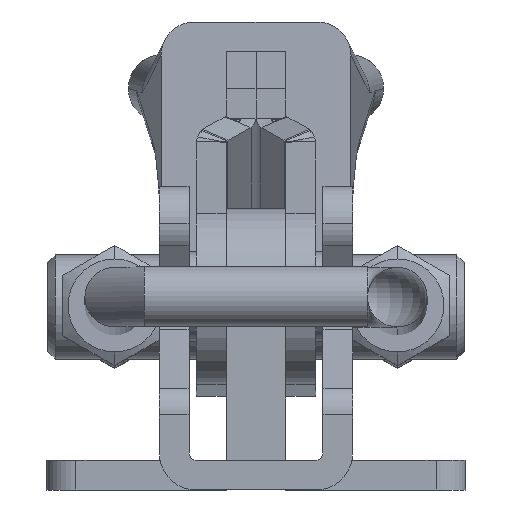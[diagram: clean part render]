
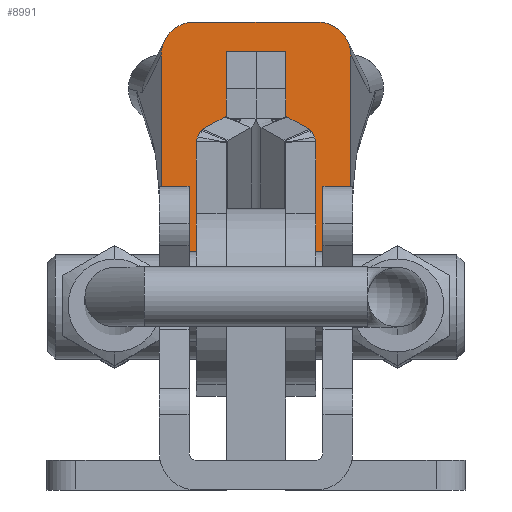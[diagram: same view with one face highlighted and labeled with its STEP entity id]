
A CAD part, left-side view. The second image highlights one B-rep face of the part: STEP entity #8991.
In plain terms, the highlighted face is planar.
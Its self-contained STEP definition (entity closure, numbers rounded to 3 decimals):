
#248 = DIRECTION ( 'NONE',  ( 0., 0., -1. ) ) ;
#251 = DIRECTION ( 'NONE',  ( 1., 0., 0. ) ) ;
#253 = PLANE ( 'NONE',  #14586 ) ;
#256 = CARTESIAN_POINT ( 'NONE',  ( 0., 0., 8.6 ) ) ;
#924 = CARTESIAN_POINT ( 'NONE',  ( 0., 14.092, -2. ) ) ;
#1087 = CARTESIAN_POINT ( 'NONE',  ( 0., 2., -2. ) ) ;
#1621 = CARTESIAN_POINT ( 'NONE',  ( 0., 13.817, 6.386 ) ) ;
#1931 = ORIENTED_EDGE ( 'NONE', *, *, #22337, .F. ) ;
#1960 = CARTESIAN_POINT ( 'NONE',  ( 0., 16.092, -5.451 ) ) ;
#1961 = CARTESIAN_POINT ( 'NONE',  ( 0., 16.092, -4.122 ) ) ;
#1977 = CARTESIAN_POINT ( 'NONE',  ( 0., 15.147, -6.391 ) ) ;
#1978 = CARTESIAN_POINT ( 'NONE',  ( 0., 13.817, -6.386 ) ) ;
#2020 = CARTESIAN_POINT ( 'NONE',  ( 0., 14.092, 2. ) ) ;
#2021 = DIRECTION ( 'NONE',  ( 0., 1., 0. ) ) ;
#2090 = CARTESIAN_POINT ( 'NONE',  ( 0., 14.092, -2. ) ) ;
#2097 = DIRECTION ( 'NONE',  ( 0., 0., -1. ) ) ;
#3488 = VERTEX_POINT ( 'NONE', #19760 ) ;
#4505 = ORIENTED_EDGE ( 'NONE', *, *, #22521, .T. ) ;
#6506 = VERTEX_POINT ( 'NONE', #20485 ) ;
#6536 = VERTEX_POINT ( 'NONE', #20436 ) ;
#6544 = VERTEX_POINT ( 'NONE', #20427 ) ;
#6588 = VERTEX_POINT ( 'NONE', #20375 ) ;
#6623 = VERTEX_POINT ( 'NONE', #20338 ) ;
#6736 = VERTEX_POINT ( 'NONE', #20185 ) ;
#6776 = VERTEX_POINT ( 'NONE', #20123 ) ;
#6795 = VERTEX_POINT ( 'NONE', #20076 ) ;
#7114 = VERTEX_POINT ( 'NONE', #1621 ) ;
#7115 = VERTEX_POINT ( 'NONE', #924 ) ;
#7116 = VERTEX_POINT ( 'NONE', #1087 ) ;
#7159 = EDGE_LOOP ( 'NONE', ( #15388, #10885, #11234, #11247 ) ) ;
#7449 = EDGE_LOOP ( 'NONE', ( #1931, #13582, #11261, #15580, #16310, #4505, #11387, #15518 ) ) ;
#8991 = ADVANCED_FACE ( 'NONE', ( #10298, #10303 ), #253, .F. ) ;
#10298 = FACE_BOUND ( 'NONE', #7159, .T. ) ;
#10303 = FACE_OUTER_BOUND ( 'NONE', #7449, .T. ) ;
#10885 = ORIENTED_EDGE ( 'NONE', *, *, #22529, .F. ) ;
#11234 = ORIENTED_EDGE ( 'NONE', *, *, #22439, .F. ) ;
#11247 = ORIENTED_EDGE ( 'NONE', *, *, #22424, .F. ) ;
#11261 = ORIENTED_EDGE ( 'NONE', *, *, #22420, .F. ) ;
#11387 = ORIENTED_EDGE ( 'NONE', *, *, #22327, .F. ) ;
#13582 = ORIENTED_EDGE ( 'NONE', *, *, #22416, .T. ) ;
#14586 = AXIS2_PLACEMENT_3D ( 'NONE', #256, #251, #248 ) ;
#15388 = ORIENTED_EDGE ( 'NONE', *, *, #22554, .F. ) ;
#15518 = ORIENTED_EDGE ( 'NONE', *, *, #22336, .T. ) ;
#15580 = ORIENTED_EDGE ( 'NONE', *, *, #22368, .T. ) ;
#16310 = ORIENTED_EDGE ( 'NONE', *, *, #22379, .T. ) ;
#17879 =( BOUNDED_CURVE ( )  B_SPLINE_CURVE ( 3, ( #21594, #21604, #21615, #21616 ),
 .UNSPECIFIED., .F., .F. ) 
 B_SPLINE_CURVE_WITH_KNOTS ( ( 4, 4 ),
 ( 1.502, 1.666 ),
 .UNSPECIFIED. ) 
 CURVE ( )  GEOMETRIC_REPRESENTATION_ITEM ( )  RATIONAL_B_SPLINE_CURVE ( ( 1., 0.998, 0.998, 1. ) ) 
 REPRESENTATION_ITEM ( '' )  );
#17951 =( BOUNDED_CURVE ( )  B_SPLINE_CURVE ( 3, ( #21841, #21834, #21843, #21844 ),
 .UNSPECIFIED., .F., .T. ) 
 B_SPLINE_CURVE_WITH_KNOTS ( ( 4, 4 ),
 ( 1.475, 1.639 ),
 .UNSPECIFIED. ) 
 CURVE ( )  GEOMETRIC_REPRESENTATION_ITEM ( )  RATIONAL_B_SPLINE_CURVE ( ( 1., 0.998, 0.998, 1. ) ) 
 REPRESENTATION_ITEM ( '' )  );
#17985 =( BOUNDED_CURVE ( )  B_SPLINE_CURVE ( 3, ( #21718, #21714, #21719, #21720 ),
 .UNSPECIFIED., .F., .F. ) 
 B_SPLINE_CURVE_WITH_KNOTS ( ( 4, 4 ),
 ( 0.849, 2.429 ),
 .UNSPECIFIED. ) 
 CURVE ( )  GEOMETRIC_REPRESENTATION_ITEM ( )  RATIONAL_B_SPLINE_CURVE ( ( 1., 0.803, 0.803, 1. ) ) 
 REPRESENTATION_ITEM ( '' )  );
#18015 =( BOUNDED_CURVE ( )  B_SPLINE_CURVE ( 3, ( #1961, #1960, #1977, #1978 ),
 .UNSPECIFIED., .F., .T. ) 
 B_SPLINE_CURVE_WITH_KNOTS ( ( 4, 4 ),
 ( 0.713, 2.292 ),
 .UNSPECIFIED. ) 
 CURVE ( )  GEOMETRIC_REPRESENTATION_ITEM ( )  RATIONAL_B_SPLINE_CURVE ( ( 1., 0.803, 0.803, 1. ) ) 
 REPRESENTATION_ITEM ( '' )  );
#19760 = CARTESIAN_POINT ( 'NONE',  ( 0., 2., 2. ) ) ;
#20076 = CARTESIAN_POINT ( 'NONE',  ( 0., 16.092, -4.122 ) ) ;
#20123 = CARTESIAN_POINT ( 'NONE',  ( 0., 14.092, 2. ) ) ;
#20185 = CARTESIAN_POINT ( 'NONE',  ( 0., 0.81, -6.33 ) ) ;
#20338 = CARTESIAN_POINT ( 'NONE',  ( 0., 0., 6.297 ) ) ;
#20375 = CARTESIAN_POINT ( 'NONE',  ( 0., 13.817, -6.386 ) ) ;
#20427 = CARTESIAN_POINT ( 'NONE',  ( 0., 0.81, 6.33 ) ) ;
#20436 = CARTESIAN_POINT ( 'NONE',  ( 0., 0., -6.297 ) ) ;
#20485 = CARTESIAN_POINT ( 'NONE',  ( 0., 16.092, 4.122 ) ) ;
#21580 = CARTESIAN_POINT ( 'NONE',  ( 0., -0.064, -6.326 ) ) ;
#21585 = DIRECTION ( 'NONE',  ( 0., 1., -0.004 ) ) ;
#21594 = CARTESIAN_POINT ( 'NONE',  ( 0., 0.81, -6.33 ) ) ;
#21604 = CARTESIAN_POINT ( 'NONE',  ( 0., 0.54, -6.329 ) ) ;
#21614 = CARTESIAN_POINT ( 'NONE',  ( 0., 0., 8.6 ) ) ;
#21615 = CARTESIAN_POINT ( 'NONE',  ( 0., 0.269, -6.318 ) ) ;
#21616 = CARTESIAN_POINT ( 'NONE',  ( 0., 0., -6.297 ) ) ;
#21617 = DIRECTION ( 'NONE',  ( 0., 0., -1. ) ) ;
#21714 = CARTESIAN_POINT ( 'NONE',  ( 0., 15.147, 6.391 ) ) ;
#21718 = CARTESIAN_POINT ( 'NONE',  ( 0., 13.817, 6.386 ) ) ;
#21719 = CARTESIAN_POINT ( 'NONE',  ( 0., 16.092, 5.451 ) ) ;
#21720 = CARTESIAN_POINT ( 'NONE',  ( 0., 16.092, 4.122 ) ) ;
#21732 = CARTESIAN_POINT ( 'NONE',  ( 0., 16.092, 8.6 ) ) ;
#21733 = DIRECTION ( 'NONE',  ( 0., 0., -1. ) ) ;
#21834 = CARTESIAN_POINT ( 'NONE',  ( 0., 0.269, 6.318 ) ) ;
#21841 = CARTESIAN_POINT ( 'NONE',  ( 0., 0., 6.297 ) ) ;
#21843 = CARTESIAN_POINT ( 'NONE',  ( 0., 0.54, 6.329 ) ) ;
#21844 = CARTESIAN_POINT ( 'NONE',  ( 0., 0.81, 6.33 ) ) ;
#21848 = DIRECTION ( 'NONE',  ( 0., -1., -0.004 ) ) ;
#21850 = CARTESIAN_POINT ( 'NONE',  ( 0., 0.01, 6.327 ) ) ;
#21857 = CARTESIAN_POINT ( 'NONE',  ( 0., 14.092, -2. ) ) ;
#21858 = DIRECTION ( 'NONE',  ( 0., -1., 0. ) ) ;
#21894 = CARTESIAN_POINT ( 'NONE',  ( 0., 2., -2. ) ) ;
#21903 = DIRECTION ( 'NONE',  ( 0., 0., 1. ) ) ;
#22327 = EDGE_CURVE ( 'NONE', #6736, #6588, #24308, .T. ) ;
#22336 = EDGE_CURVE ( 'NONE', #6736, #6536, #17879, .T. ) ;
#22337 = EDGE_CURVE ( 'NONE', #6623, #6536, #24325, .T. ) ;
#22368 = EDGE_CURVE ( 'NONE', #7114, #6506, #17985, .T. ) ;
#22379 = EDGE_CURVE ( 'NONE', #6506, #6795, #24384, .T. ) ;
#22416 = EDGE_CURVE ( 'NONE', #6623, #6544, #17951, .T. ) ;
#22420 = EDGE_CURVE ( 'NONE', #7114, #6544, #24422, .T. ) ;
#22424 = EDGE_CURVE ( 'NONE', #7115, #7116, #24429, .T. ) ;
#22439 = EDGE_CURVE ( 'NONE', #7116, #3488, #24447, .T. ) ;
#22521 = EDGE_CURVE ( 'NONE', #6795, #6588, #18015, .T. ) ;
#22529 = EDGE_CURVE ( 'NONE', #3488, #6776, #24541, .T. ) ;
#22554 = EDGE_CURVE ( 'NONE', #6776, #7115, #24572, .T. ) ;
#24308 = LINE ( 'NONE', #21580, #24316 ) ;
#24316 = VECTOR ( 'NONE', #21585, 1000. ) ;
#24325 = LINE ( 'NONE', #21614, #24330 ) ;
#24330 = VECTOR ( 'NONE', #21617, 1000. ) ;
#24384 = LINE ( 'NONE', #21732, #24386 ) ;
#24386 = VECTOR ( 'NONE', #21733, 1000. ) ;
#24422 = LINE ( 'NONE', #21850, #24426 ) ;
#24426 = VECTOR ( 'NONE', #21848, 1000. ) ;
#24429 = LINE ( 'NONE', #21857, #24431 ) ;
#24431 = VECTOR ( 'NONE', #21858, 1000. ) ;
#24447 = LINE ( 'NONE', #21894, #24449 ) ;
#24449 = VECTOR ( 'NONE', #21903, 1000. ) ;
#24541 = LINE ( 'NONE', #2020, #24545 ) ;
#24545 = VECTOR ( 'NONE', #2021, 1000. ) ;
#24572 = LINE ( 'NONE', #2090, #24581 ) ;
#24581 = VECTOR ( 'NONE', #2097, 1000. ) ;
